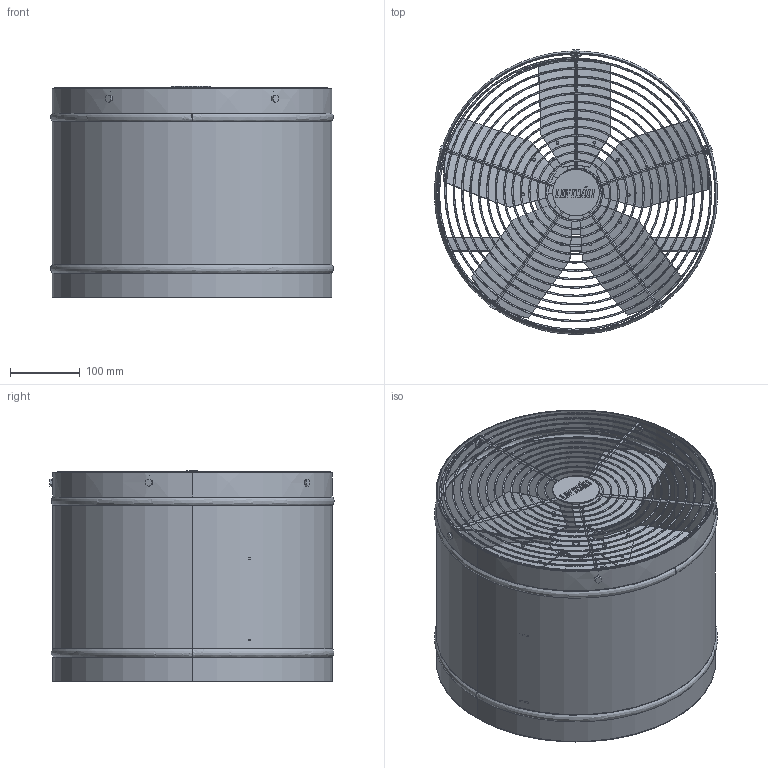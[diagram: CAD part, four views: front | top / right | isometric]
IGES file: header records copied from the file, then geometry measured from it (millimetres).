
Start section: SolidWorks IGES file using analytic representation for surfaces
Global section: file name: LC-400.IGS; native system: SolidWorks 2018; preprocessor: SolidWorks 2018; author: vendas04; date: 230508.085604; units: millimetre
Bounding box: 404.91 x 406.7 x 302 mm (x, y, z)
Surface area: 1201042.5 mm2 (no closed solid volume)
Topology: 0 solids, 0 shells, 487 faces, 8516 edges, 8516 vertices
Faces by surface type: bspline 323, revolution 164
